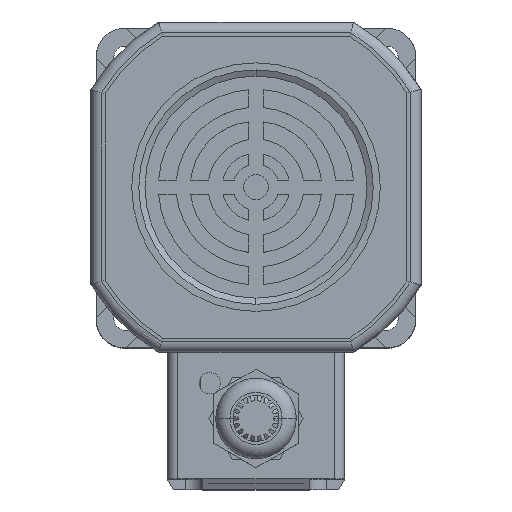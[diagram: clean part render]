
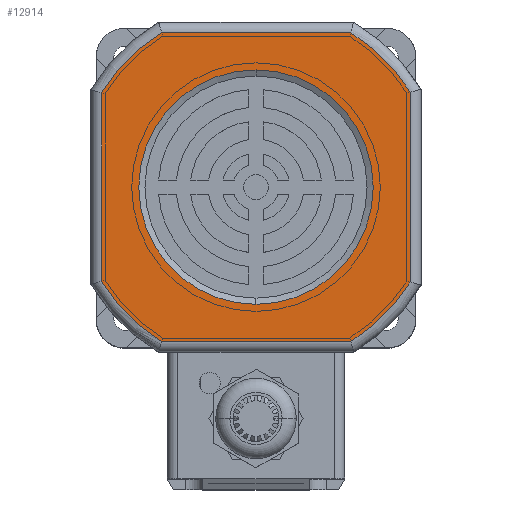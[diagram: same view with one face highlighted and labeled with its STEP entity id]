
A CAD part, top view. The second image highlights one B-rep face of the part: STEP entity #12914.
In plain terms, the highlighted face is planar.
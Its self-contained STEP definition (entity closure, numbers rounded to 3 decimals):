
#868 = CARTESIAN_POINT ( 'NONE',  ( 0., 0., 33. ) ) ;
#1049 = DIRECTION ( 'NONE',  ( 0., 0., 1. ) ) ;
#2008 = CARTESIAN_POINT ( 'NONE',  ( -43.5, 0., 26.54 ) ) ;
#2069 = DIRECTION ( 'NONE',  ( 0., 1., 0. ) ) ;
#2076 = EDGE_LOOP ( 'NONE', ( #11423, #8341, #11849, #20766, #4520, #9969, #6454, #27392 ) ) ;
#2078 = FACE_OUTER_BOUND ( 'NONE', #2076, .T. ) ;
#2133 = CIRCLE ( 'NONE', #25957, 51. ) ;
#2185 = LINE ( 'NONE', #20984, #5220 ) ;
#3368 = CARTESIAN_POINT ( 'NONE',  ( 0., 0., 0. ) ) ;
#3696 = VERTEX_POINT ( 'NONE', #11935 ) ;
#4520 = ORIENTED_EDGE ( 'NONE', *, *, #18777, .T. ) ;
#4608 = VERTEX_POINT ( 'NONE', #20714 ) ;
#5220 = VECTOR ( 'NONE', #16437, 1000. ) ;
#5531 = DIRECTION ( 'NONE',  ( 0., 0., -1. ) ) ;
#6308 = PLANE ( 'NONE',  #13649 ) ;
#6454 = ORIENTED_EDGE ( 'NONE', *, *, #27467, .T. ) ;
#7224 = DIRECTION ( 'NONE',  ( 0., -1., 0. ) ) ;
#7281 = DIRECTION ( 'NONE',  ( -1., 0., 0. ) ) ;
#7316 = EDGE_CURVE ( 'NONE', #8149, #26252, #8935, .T. ) ;
#7927 = DIRECTION ( 'NONE',  ( 0., -1., 0. ) ) ;
#8149 = VERTEX_POINT ( 'NONE', #17902 ) ;
#8190 = EDGE_CURVE ( 'NONE', #4608, #24287, #25333, .T. ) ;
#8341 = ORIENTED_EDGE ( 'NONE', *, *, #7316, .T. ) ;
#8398 = EDGE_CURVE ( 'NONE', #27517, #25521, #21178, .T. ) ;
#8510 = LINE ( 'NONE', #22562, #25989 ) ;
#8935 = CIRCLE ( 'NONE', #12758, 51. ) ;
#9969 = ORIENTED_EDGE ( 'NONE', *, *, #8190, .T. ) ;
#10120 = DIRECTION ( 'NONE',  ( 0., -1., 0. ) ) ;
#11423 = ORIENTED_EDGE ( 'NONE', *, *, #22284, .T. ) ;
#11525 = AXIS2_PLACEMENT_3D ( 'NONE', #27155, #14012, #1049 ) ;
#11653 = CARTESIAN_POINT ( 'NONE',  ( 0., 0., -33. ) ) ;
#11849 = ORIENTED_EDGE ( 'NONE', *, *, #21063, .T. ) ;
#11935 = CARTESIAN_POINT ( 'NONE',  ( 26.673, 0., -43.5 ) ) ;
#12303 = DIRECTION ( 'NONE',  ( 0., -1., 0. ) ) ;
#12385 = CARTESIAN_POINT ( 'NONE',  ( -26.572, 0., -43.5 ) ) ;
#12758 = AXIS2_PLACEMENT_3D ( 'NONE', #20995, #7927, #23240 ) ;
#12914 = ADVANCED_FACE ( 'NONE', ( #2078, #24584 ), #6308, .F. ) ;
#12963 = CARTESIAN_POINT ( 'NONE',  ( -26.572, 0., 43.5 ) ) ;
#13649 = AXIS2_PLACEMENT_3D ( 'NONE', #25996, #2069, #17268 ) ;
#14012 = DIRECTION ( 'NONE',  ( 0., -1., 0. ) ) ;
#14651 = CARTESIAN_POINT ( 'NONE',  ( -43.5, 0., 0. ) ) ;
#14846 = CARTESIAN_POINT ( 'NONE',  ( 0.05, 0., -43.5 ) ) ;
#16091 = VECTOR ( 'NONE', #25588, 1000. ) ;
#16437 = DIRECTION ( 'NONE',  ( 0., 0., 1. ) ) ;
#16595 = CARTESIAN_POINT ( 'NONE',  ( 43.5, 0., -26.705 ) ) ;
#16872 = AXIS2_PLACEMENT_3D ( 'NONE', #23270, #10120, #25472 ) ;
#16984 = DIRECTION ( 'NONE',  ( 1., 0., 0. ) ) ;
#17268 = DIRECTION ( 'NONE',  ( 0., 0., 1. ) ) ;
#17902 = CARTESIAN_POINT ( 'NONE',  ( -43.5, 0., -26.54 ) ) ;
#18569 = DIRECTION ( 'NONE',  ( 0., -1., 0. ) ) ;
#18777 = EDGE_CURVE ( 'NONE', #22219, #4608, #2185, .T. ) ;
#19205 = CARTESIAN_POINT ( 'NONE',  ( 26.673, 0., 43.5 ) ) ;
#20258 = CARTESIAN_POINT ( 'NONE',  ( 0.05, 0., 0. ) ) ;
#20261 = EDGE_LOOP ( 'NONE', ( #26571, #24560 ) ) ;
#20714 = CARTESIAN_POINT ( 'NONE',  ( 43.5, 0., 26.705 ) ) ;
#20766 = ORIENTED_EDGE ( 'NONE', *, *, #27540, .T. ) ;
#20984 = CARTESIAN_POINT ( 'NONE',  ( 43.5, 0., 0. ) ) ;
#20995 = CARTESIAN_POINT ( 'NONE',  ( 0.05, 0., 0. ) ) ;
#21063 = EDGE_CURVE ( 'NONE', #26252, #3696, #27053, .T. ) ;
#21178 = CIRCLE ( 'NONE', #16872, 33. ) ;
#21807 = AXIS2_PLACEMENT_3D ( 'NONE', #20258, #7224, #22501 ) ;
#22219 = VERTEX_POINT ( 'NONE', #16595 ) ;
#22284 = EDGE_CURVE ( 'NONE', #24733, #8149, #22580, .T. ) ;
#22501 = DIRECTION ( 'NONE',  ( 0., 0., 1. ) ) ;
#22562 = CARTESIAN_POINT ( 'NONE',  ( 0.05, 0., 43.5 ) ) ;
#22580 = LINE ( 'NONE', #14651, #16091 ) ;
#22715 = EDGE_CURVE ( 'NONE', #24782, #24733, #2133, .T. ) ;
#23125 = CIRCLE ( 'NONE', #24363, 33. ) ;
#23240 = DIRECTION ( 'NONE',  ( 0., 0., 1. ) ) ;
#23270 = CARTESIAN_POINT ( 'NONE',  ( 0., 0., 0. ) ) ;
#24287 = VERTEX_POINT ( 'NONE', #19205 ) ;
#24363 = AXIS2_PLACEMENT_3D ( 'NONE', #3368, #18569, #5531 ) ;
#24560 = ORIENTED_EDGE ( 'NONE', *, *, #8398, .F. ) ;
#24584 = FACE_BOUND ( 'NONE', #20261, .T. ) ;
#24608 = CIRCLE ( 'NONE', #11525, 51. ) ;
#24733 = VERTEX_POINT ( 'NONE', #2008 ) ;
#24782 = VERTEX_POINT ( 'NONE', #12963 ) ;
#25333 = CIRCLE ( 'NONE', #21807, 51. ) ;
#25472 = DIRECTION ( 'NONE',  ( 0., 0., -1. ) ) ;
#25475 = CARTESIAN_POINT ( 'NONE',  ( 0.05, 0., 0. ) ) ;
#25521 = VERTEX_POINT ( 'NONE', #11653 ) ;
#25588 = DIRECTION ( 'NONE',  ( 0., 0., -1. ) ) ;
#25594 = EDGE_CURVE ( 'NONE', #25521, #27517, #23125, .T. ) ;
#25957 = AXIS2_PLACEMENT_3D ( 'NONE', #25475, #12303, #27665 ) ;
#25989 = VECTOR ( 'NONE', #7281, 1000. ) ;
#25996 = CARTESIAN_POINT ( 'NONE',  ( 0.05, 0., 0. ) ) ;
#26252 = VERTEX_POINT ( 'NONE', #12385 ) ;
#26571 = ORIENTED_EDGE ( 'NONE', *, *, #25594, .F. ) ;
#27053 = LINE ( 'NONE', #14846, #27753 ) ;
#27155 = CARTESIAN_POINT ( 'NONE',  ( 0.05, 0., 0. ) ) ;
#27392 = ORIENTED_EDGE ( 'NONE', *, *, #22715, .T. ) ;
#27467 = EDGE_CURVE ( 'NONE', #24287, #24782, #8510, .T. ) ;
#27517 = VERTEX_POINT ( 'NONE', #868 ) ;
#27540 = EDGE_CURVE ( 'NONE', #3696, #22219, #24608, .T. ) ;
#27665 = DIRECTION ( 'NONE',  ( 0., 0., 1. ) ) ;
#27753 = VECTOR ( 'NONE', #16984, 1000. ) ;
